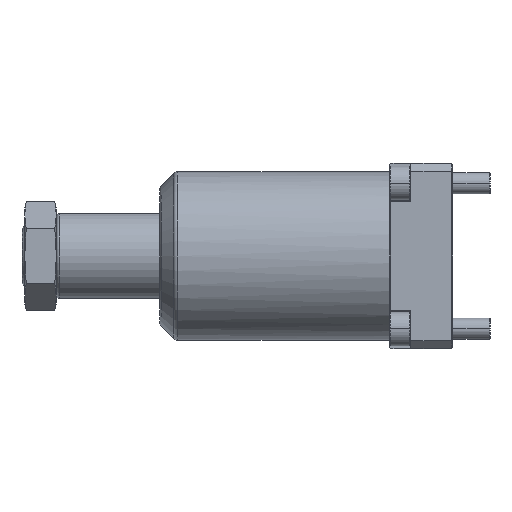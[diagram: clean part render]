
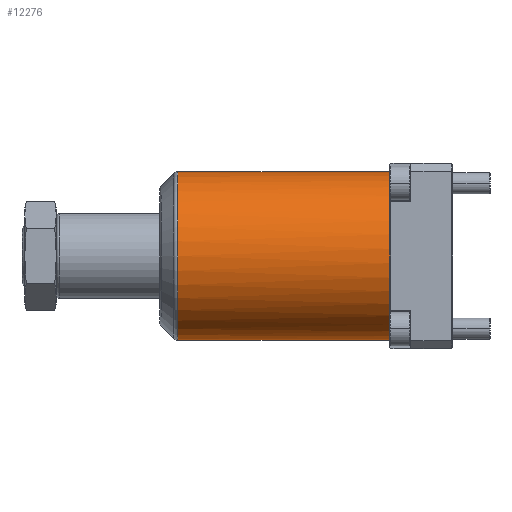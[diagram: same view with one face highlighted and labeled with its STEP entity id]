
A CAD part, left-side view. The second image highlights one B-rep face of the part: STEP entity #12276.
In plain terms, the highlighted cylindrical face has radius 31.9 mm (diameter 63.8 mm), a partial arc.
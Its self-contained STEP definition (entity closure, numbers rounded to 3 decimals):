
#24 = EDGE_CURVE ( 'NONE', #1823, #3001, #13868, .T. ) ;
#37 = VERTEX_POINT ( 'NONE', #5669 ) ;
#877 = ORIENTED_EDGE ( 'NONE', *, *, #13175, .F. ) ;
#1505 = EDGE_CURVE ( 'NONE', #37, #6502, #4526, .T. ) ;
#1770 = CARTESIAN_POINT ( 'NONE',  ( -22.784, 24., -22.327 ) ) ;
#1823 = VERTEX_POINT ( 'NONE', #1770 ) ;
#2437 = VERTEX_POINT ( 'NONE', #12964 ) ;
#2881 = CARTESIAN_POINT ( 'NONE',  ( 0., 24., 0. ) ) ;
#2886 = ORIENTED_EDGE ( 'NONE', *, *, #6009, .T. ) ;
#3001 = VERTEX_POINT ( 'NONE', #8558 ) ;
#3139 = AXIS2_PLACEMENT_3D ( 'NONE', #2881, #8977, #13663 ) ;
#3170 = DIRECTION ( 'NONE',  ( 0., 0., 1. ) ) ;
#3265 = LINE ( 'NONE', #11517, #5219 ) ;
#3667 = DIRECTION ( 'NONE',  ( 0., 0., -1. ) ) ;
#4040 = AXIS2_PLACEMENT_3D ( 'NONE', #4692, #14094, #4922 ) ;
#4497 = EDGE_CURVE ( 'NONE', #11833, #1823, #9750, .T. ) ;
#4526 = CIRCLE ( 'NONE', #13066, 31.9 ) ;
#4561 = DIRECTION ( 'NONE',  ( 0., -1., 0. ) ) ;
#4692 = CARTESIAN_POINT ( 'NONE',  ( 0., 24., 0. ) ) ;
#4922 = DIRECTION ( 'NONE',  ( 0., 0., -1. ) ) ;
#5219 = VECTOR ( 'NONE', #4561, 1000. ) ;
#5483 = CARTESIAN_POINT ( 'NONE',  ( 0., 104.172, 31.9 ) ) ;
#5669 = CARTESIAN_POINT ( 'NONE',  ( 0., 24., 31.9 ) ) ;
#5951 = DIRECTION ( 'NONE',  ( 0., -1., 0. ) ) ;
#6009 = EDGE_CURVE ( 'NONE', #7116, #2437, #3265, .T. ) ;
#6072 = EDGE_CURVE ( 'NONE', #7593, #37, #11436, .T. ) ;
#6263 = AXIS2_PLACEMENT_3D ( 'NONE', #10976, #8749, #12201 ) ;
#6339 = CARTESIAN_POINT ( 'NONE',  ( -22.327, 24., 22.784 ) ) ;
#6502 = VERTEX_POINT ( 'NONE', #6339 ) ;
#6978 = CARTESIAN_POINT ( 'NONE',  ( 0., 24., 0. ) ) ;
#7083 = EDGE_CURVE ( 'NONE', #3001, #2437, #13571, .T. ) ;
#7116 = VERTEX_POINT ( 'NONE', #13095 ) ;
#7412 = EDGE_CURVE ( 'NONE', #7593, #7116, #10820, .T. ) ;
#7593 = VERTEX_POINT ( 'NONE', #5483 ) ;
#7601 = FACE_OUTER_BOUND ( 'NONE', #7739, .T. ) ;
#7658 = VECTOR ( 'NONE', #14955, 1000. ) ;
#7739 = EDGE_LOOP ( 'NONE', ( #14935, #13364, #2886, #11605, #10804, #13183, #877, #9338 ) ) ;
#8178 = CARTESIAN_POINT ( 'NONE',  ( 0., 104.172, 0. ) ) ;
#8316 = DIRECTION ( 'NONE',  ( 0., -1., 0. ) ) ;
#8558 = CARTESIAN_POINT ( 'NONE',  ( -22.327, 24., -22.784 ) ) ;
#8749 = DIRECTION ( 'NONE',  ( 0., -1., 0. ) ) ;
#8948 = DIRECTION ( 'NONE',  ( 0., -1., 0. ) ) ;
#8977 = DIRECTION ( 'NONE',  ( 0., -1., 0. ) ) ;
#9055 = DIRECTION ( 'NONE',  ( 0., -1., 0. ) ) ;
#9338 = ORIENTED_EDGE ( 'NONE', *, *, #1505, .F. ) ;
#9750 = CIRCLE ( 'NONE', #10247, 31.9 ) ;
#10247 = AXIS2_PLACEMENT_3D ( 'NONE', #14140, #8316, #3667 ) ;
#10482 = CARTESIAN_POINT ( 'NONE',  ( 0., 24., 0. ) ) ;
#10804 = ORIENTED_EDGE ( 'NONE', *, *, #24, .F. ) ;
#10820 = CIRCLE ( 'NONE', #11806, 31.9 ) ;
#10860 = CARTESIAN_POINT ( 'NONE',  ( -22.784, 24., 22.327 ) ) ;
#10976 = CARTESIAN_POINT ( 'NONE',  ( 0., 0., 0. ) ) ;
#11436 = LINE ( 'NONE', #12440, #7658 ) ;
#11517 = CARTESIAN_POINT ( 'NONE',  ( 0., 0., -31.9 ) ) ;
#11605 = ORIENTED_EDGE ( 'NONE', *, *, #7083, .F. ) ;
#11626 = DIRECTION ( 'NONE',  ( 0., 0., -1. ) ) ;
#11650 = DIRECTION ( 'NONE',  ( 0., 0., -1. ) ) ;
#11806 = AXIS2_PLACEMENT_3D ( 'NONE', #8178, #5951, #11626 ) ;
#11833 = VERTEX_POINT ( 'NONE', #10860 ) ;
#12201 = DIRECTION ( 'NONE',  ( 0., 0., -1. ) ) ;
#12276 = ADVANCED_FACE ( 'NONE', ( #7601 ), #14505, .T. ) ;
#12440 = CARTESIAN_POINT ( 'NONE',  ( 0., 0., 31.9 ) ) ;
#12964 = CARTESIAN_POINT ( 'NONE',  ( 0., 24., -31.9 ) ) ;
#13066 = AXIS2_PLACEMENT_3D ( 'NONE', #6978, #9055, #11650 ) ;
#13095 = CARTESIAN_POINT ( 'NONE',  ( 0., 104.172, -31.9 ) ) ;
#13147 = CIRCLE ( 'NONE', #3139, 31.9 ) ;
#13175 = EDGE_CURVE ( 'NONE', #6502, #11833, #13147, .T. ) ;
#13183 = ORIENTED_EDGE ( 'NONE', *, *, #4497, .F. ) ;
#13364 = ORIENTED_EDGE ( 'NONE', *, *, #7412, .T. ) ;
#13571 = CIRCLE ( 'NONE', #4040, 31.9 ) ;
#13663 = DIRECTION ( 'NONE',  ( 0., 0., 1. ) ) ;
#13868 = CIRCLE ( 'NONE', #15096, 31.9 ) ;
#14094 = DIRECTION ( 'NONE',  ( 0., -1., 0. ) ) ;
#14140 = CARTESIAN_POINT ( 'NONE',  ( 0., 24., 0. ) ) ;
#14505 = CYLINDRICAL_SURFACE ( 'NONE', #6263, 31.9 ) ;
#14935 = ORIENTED_EDGE ( 'NONE', *, *, #6072, .F. ) ;
#14955 = DIRECTION ( 'NONE',  ( 0., -1., 0. ) ) ;
#15096 = AXIS2_PLACEMENT_3D ( 'NONE', #10482, #8948, #3170 ) ;
